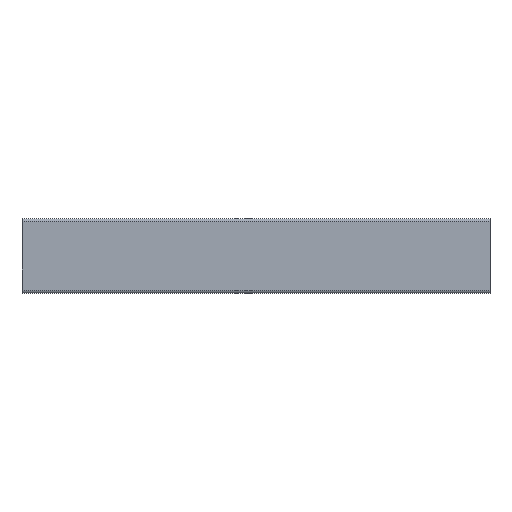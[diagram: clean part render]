
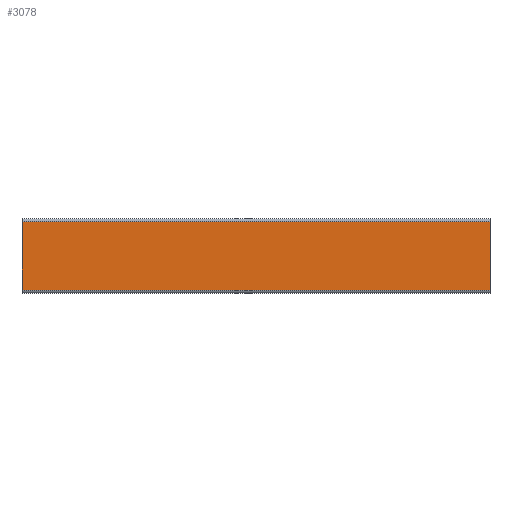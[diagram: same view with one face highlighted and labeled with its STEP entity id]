
A CAD part, top view. The second image highlights one B-rep face of the part: STEP entity #3078.
In plain terms, the highlighted planar face has unit normal (0, 0, 1).
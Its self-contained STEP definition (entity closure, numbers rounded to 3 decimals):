
#35 = AXIS2_PLACEMENT_3D ( 'NONE', #2518, #4390, #195 ) ;
#92 = DIRECTION ( 'NONE',  ( -1., 0., 0. ) ) ;
#195 = DIRECTION ( 'NONE',  ( -1., 0., 0. ) ) ;
#250 = CARTESIAN_POINT ( 'NONE',  ( 0., 36.5, -1360. ) ) ;
#264 = LINE ( 'NONE', #4513, #2400 ) ;
#323 = CARTESIAN_POINT ( 'NONE',  ( 0., 36.5, -1360. ) ) ;
#666 = PLANE ( 'NONE',  #35 ) ;
#1155 = FACE_OUTER_BOUND ( 'NONE', #1572, .T. ) ;
#1213 = DIRECTION ( 'NONE',  ( 0., -1., 0. ) ) ;
#1572 = EDGE_LOOP ( 'NONE', ( #5830, #6028, #3148, #4403 ) ) ;
#1660 = LINE ( 'NONE', #5402, #5710 ) ;
#2222 = CARTESIAN_POINT ( 'NONE',  ( 500., -36.5, -1360. ) ) ;
#2382 = VERTEX_POINT ( 'NONE', #3123 ) ;
#2388 = VECTOR ( 'NONE', #92, 1000. ) ;
#2400 = VECTOR ( 'NONE', #5312, 1000. ) ;
#2518 = CARTESIAN_POINT ( 'NONE',  ( 500., 36.5, -1360. ) ) ;
#2522 = EDGE_CURVE ( 'NONE', #2382, #5695, #4314, .T. ) ;
#2595 = CARTESIAN_POINT ( 'NONE',  ( 0., -36.5, -1360. ) ) ;
#2802 = LINE ( 'NONE', #323, #3271 ) ;
#3078 = ADVANCED_FACE ( 'NONE', ( #1155 ), #666, .F. ) ;
#3123 = CARTESIAN_POINT ( 'NONE',  ( 500., 36.5, -1360. ) ) ;
#3148 = ORIENTED_EDGE ( 'NONE', *, *, #5480, .F. ) ;
#3259 = DIRECTION ( 'NONE',  ( 0., -1., 0. ) ) ;
#3271 = VECTOR ( 'NONE', #3259, 1000. ) ;
#3371 = CARTESIAN_POINT ( 'NONE',  ( 500., 36.5, -1360. ) ) ;
#4188 = VERTEX_POINT ( 'NONE', #2595 ) ;
#4314 = LINE ( 'NONE', #3371, #2388 ) ;
#4390 = DIRECTION ( 'NONE',  ( 0., 0., -1. ) ) ;
#4403 = ORIENTED_EDGE ( 'NONE', *, *, #2522, .T. ) ;
#4513 = CARTESIAN_POINT ( 'NONE',  ( 500., -36.5, -1360. ) ) ;
#4887 = EDGE_CURVE ( 'NONE', #5431, #4188, #264, .T. ) ;
#5015 = EDGE_CURVE ( 'NONE', #5695, #4188, #2802, .T. ) ;
#5312 = DIRECTION ( 'NONE',  ( -1., 0., 0. ) ) ;
#5402 = CARTESIAN_POINT ( 'NONE',  ( 500., 36.5, -1360. ) ) ;
#5431 = VERTEX_POINT ( 'NONE', #2222 ) ;
#5480 = EDGE_CURVE ( 'NONE', #2382, #5431, #1660, .T. ) ;
#5695 = VERTEX_POINT ( 'NONE', #250 ) ;
#5710 = VECTOR ( 'NONE', #1213, 1000. ) ;
#5830 = ORIENTED_EDGE ( 'NONE', *, *, #5015, .T. ) ;
#6028 = ORIENTED_EDGE ( 'NONE', *, *, #4887, .F. ) ;
